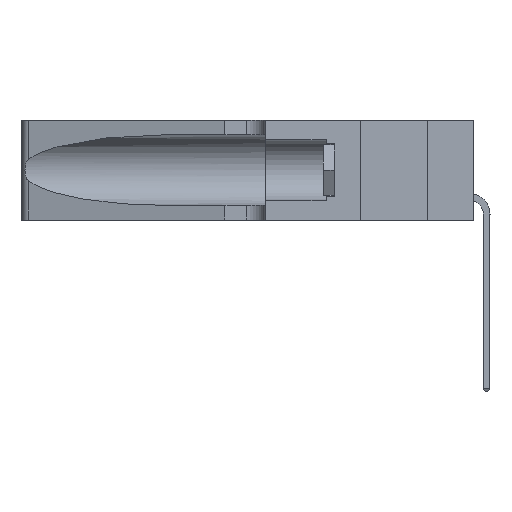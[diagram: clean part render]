
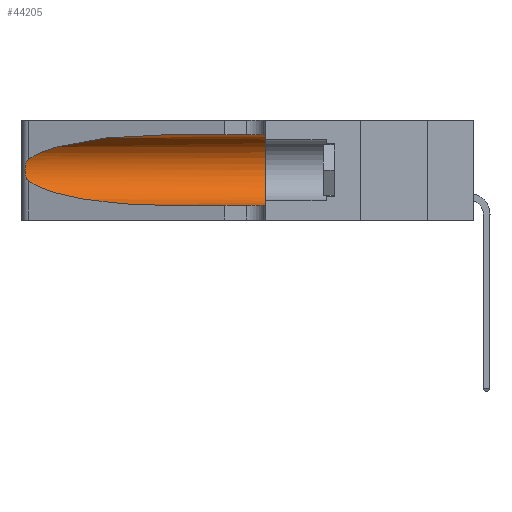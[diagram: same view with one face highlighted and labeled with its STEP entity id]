
A CAD part, left-side view. The second image highlights one B-rep face of the part: STEP entity #44205.
In plain terms, the highlighted cylindrical face has radius 3.308 mm (diameter 6.617 mm), a partial arc.
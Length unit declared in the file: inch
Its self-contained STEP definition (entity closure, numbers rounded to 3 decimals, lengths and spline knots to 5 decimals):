
#449 = CARTESIAN_POINT ( 'NONE',  ( 0.1305, 0.72297, 0.31525 ) ) ;
#1504 = B_SPLINE_CURVE_WITH_KNOTS ( 'NONE', 3,
 ( #30543, #15482, #35452, #46786, #35623, #27146, #27480, #23385, #8456, #11786, #31694, #43067, #31372, #42915 ),
 .UNSPECIFIED., .F., .F.,
 ( 4, 2, 2, 2, 2, 2, 4 ),
 ( 0., 0.00027, 0.00053, 0.00107, 0.0016, 0.00187, 0.00214 ),
 .UNSPECIFIED. ) ;
#1905 = VERTEX_POINT ( 'NONE', #2234 ) ;
#2234 = CARTESIAN_POINT ( 'NONE',  ( 0.1305, 0.72297, 0.05475 ) ) ;
#5075 = DIRECTION ( 'NONE',  ( 0., -1., 0. ) ) ;
#5121 = VERTEX_POINT ( 'NONE', #7992 ) ;
#5267 = CARTESIAN_POINT ( 'NONE',  ( 0.25487, 1.22718, 0.14631 ) ) ;
#6723 = ORIENTED_EDGE ( 'NONE', *, *, #39476, .T. ) ;
#7992 = CARTESIAN_POINT ( 'NONE',  ( 0.1305, 0.35, 0.31525 ) ) ;
#8456 = CARTESIAN_POINT ( 'NONE',  ( 0.26017, 1.23833, 0.17102 ) ) ;
#8969 = CARTESIAN_POINT ( 'NONE',  ( 0.1305, 0.35, 0.05475 ) ) ;
#9110 = EDGE_CURVE ( 'NONE', #31196, #1905, #48546, .T. ) ;
#11786 = CARTESIAN_POINT ( 'NONE',  ( 0.25856, 1.23593, 0.16098 ) ) ;
#12338 = CARTESIAN_POINT ( 'NONE',  ( 0.1305, 0.72297, 0.31525 ) ) ;
#12397 = EDGE_CURVE ( 'NONE', #5121, #28024, #38206, .T. ) ;
#14422 = ORIENTED_EDGE ( 'NONE', *, *, #38734, .T. ) ;
#14885 = ORIENTED_EDGE ( 'NONE', *, *, #34438, .T. ) ;
#15482 = CARTESIAN_POINT ( 'NONE',  ( 0.25555, 1.22994, 0.2215 ) ) ;
#16091 = VECTOR ( 'NONE', #48557, 39.37008 ) ;
#16164 = CARTESIAN_POINT ( 'NONE',  ( 0.2373, 1.15595, 0.08982 ) ) ;
#17773 = FACE_OUTER_BOUND ( 'NONE', #20912, .T. ) ;
#20375 = ORIENTED_EDGE ( 'NONE', *, *, #31028, .F. ) ;
#20396 = CARTESIAN_POINT ( 'NONE',  ( 0.1305, 1.61858, 0.185 ) ) ;
#20786 = LINE ( 'NONE', #25371, #16091 ) ;
#20888 = CARTESIAN_POINT ( 'NONE',  ( 0.25487, 1.22718, 0.14631 ) ) ;
#20912 = EDGE_LOOP ( 'NONE', ( #6723, #14422, #28350, #14885, #44214, #20375 ) ) ;
#21539 = DIRECTION ( 'NONE',  ( 0., 0., -1. ) ) ;
#23385 = CARTESIAN_POINT ( 'NONE',  ( 0.26075, 1.23896, 0.178 ) ) ;
#24215 = CARTESIAN_POINT ( 'NONE',  ( 0.1305, 1.61858, 0.05475 ) ) ;
#25216 = AXIS2_PLACEMENT_3D ( 'NONE', #42168, #37922, #45707 ) ;
#25371 = CARTESIAN_POINT ( 'NONE',  ( 0.1305, 1.61858, 0.31525 ) ) ;
#27146 = CARTESIAN_POINT ( 'NONE',  ( 0.26018, 1.23835, 0.19895 ) ) ;
#27408 = CARTESIAN_POINT ( 'NONE',  ( 0.2373, 1.15595, 0.28018 ) ) ;
#27480 = CARTESIAN_POINT ( 'NONE',  ( 0.26075, 1.23896, 0.19203 ) ) ;
#27546 = AXIS2_PLACEMENT_3D ( 'NONE', #20396, #47646, #21539 ) ;
#27641 = CARTESIAN_POINT ( 'NONE',  ( 0.18966, 0.96281, 0.05475 ) ) ;
#28024 = VERTEX_POINT ( 'NONE', #8969 ) ;
#28350 = ORIENTED_EDGE ( 'NONE', *, *, #9110, .T. ) ;
#29340 = CARTESIAN_POINT ( 'NONE',  ( 0.25487, 1.22718, 0.22369 ) ) ;
#30543 = CARTESIAN_POINT ( 'NONE',  ( 0.25487, 1.22718, 0.22369 ) ) ;
#31028 = EDGE_CURVE ( 'NONE', #34215, #5121, #20786, .T. ) ;
#31196 = VERTEX_POINT ( 'NONE', #20888 ) ;
#31261 = VERTEX_POINT ( 'NONE', #29340 ) ;
#31372 = CARTESIAN_POINT ( 'NONE',  ( 0.25555, 1.22993, 0.14849 ) ) ;
#31694 = CARTESIAN_POINT ( 'NONE',  ( 0.25789, 1.23486, 0.15765 ) ) ;
#34215 = VERTEX_POINT ( 'NONE', #12338 ) ;
#34438 = EDGE_CURVE ( 'NONE', #1905, #28024, #37113, .T. ) ;
#35452 = CARTESIAN_POINT ( 'NONE',  ( 0.25639, 1.23184, 0.21858 ) ) ;
#35562 = CARTESIAN_POINT ( 'NONE',  ( 0.25487, 1.22718, 0.22369 ) ) ;
#35623 = CARTESIAN_POINT ( 'NONE',  ( 0.25854, 1.2359, 0.20912 ) ) ;
#35792 = CARTESIAN_POINT ( 'NONE',  ( 0.1305, 0.72297, 0.05475 ) ) ;
#35954 = CYLINDRICAL_SURFACE ( 'NONE', #27546, 0.13025 ) ;
#37113 = LINE ( 'NONE', #24215, #43178 ) ;
#37922 = DIRECTION ( 'NONE',  ( 0., 1., 0. ) ) ;
#38206 = CIRCLE ( 'NONE', #25216, 0.13025 ) ;
#38734 = EDGE_CURVE ( 'NONE', #31261, #31196, #1504, .T. ) ;
#39476 = EDGE_CURVE ( 'NONE', #34215, #31261, #42669, .T. ) ;
#42168 = CARTESIAN_POINT ( 'NONE',  ( 0.1305, 0.35, 0.185 ) ) ;
#42669 =( BOUNDED_CURVE ( )  B_SPLINE_CURVE ( 3, ( #449, #47223, #27408, #35562 ),
 .UNSPECIFIED., .F., .T. ) 
 B_SPLINE_CURVE_WITH_KNOTS ( ( 4, 4 ),
 ( 1.5708, 2.84003 ),
 .UNSPECIFIED. ) 
 CURVE ( )  GEOMETRIC_REPRESENTATION_ITEM ( )  RATIONAL_B_SPLINE_CURVE ( ( 1., 0.87, 0.87, 1. ) ) 
 REPRESENTATION_ITEM ( '' )  );
#42915 = CARTESIAN_POINT ( 'NONE',  ( 0.25487, 1.22718, 0.14631 ) ) ;
#43067 = CARTESIAN_POINT ( 'NONE',  ( 0.25639, 1.23186, 0.15144 ) ) ;
#43178 = VECTOR ( 'NONE', #5075, 39.37008 ) ;
#44205 = ADVANCED_FACE ( 'NONE', ( #17773 ), #35954, .F. ) ;
#44214 = ORIENTED_EDGE ( 'NONE', *, *, #12397, .F. ) ;
#45707 = DIRECTION ( 'NONE',  ( 0., 0., 1. ) ) ;
#46786 = CARTESIAN_POINT ( 'NONE',  ( 0.25787, 1.23484, 0.2124 ) ) ;
#47223 = CARTESIAN_POINT ( 'NONE',  ( 0.18966, 0.96281, 0.31525 ) ) ;
#47646 = DIRECTION ( 'NONE',  ( 0., -1., 0. ) ) ;
#48546 =( BOUNDED_CURVE ( )  B_SPLINE_CURVE ( 3, ( #5267, #16164, #27641, #35792 ),
 .UNSPECIFIED., .F., .T. ) 
 B_SPLINE_CURVE_WITH_KNOTS ( ( 4, 4 ),
 ( 3.44316, 4.71239 ),
 .UNSPECIFIED. ) 
 CURVE ( )  GEOMETRIC_REPRESENTATION_ITEM ( )  RATIONAL_B_SPLINE_CURVE ( ( 1., 0.87, 0.87, 1. ) ) 
 REPRESENTATION_ITEM ( '' )  );
#48557 = DIRECTION ( 'NONE',  ( 0., -1., 0. ) ) ;
